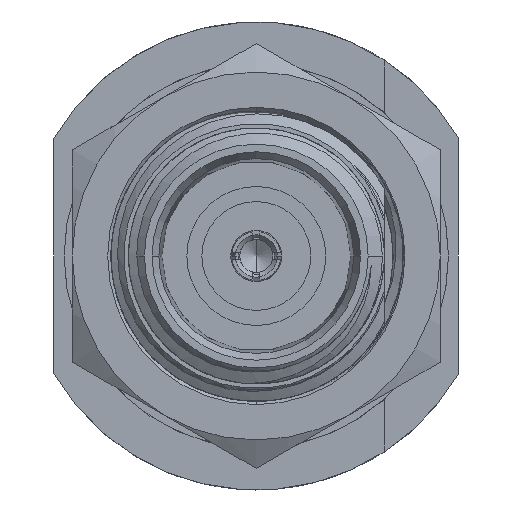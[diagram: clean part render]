
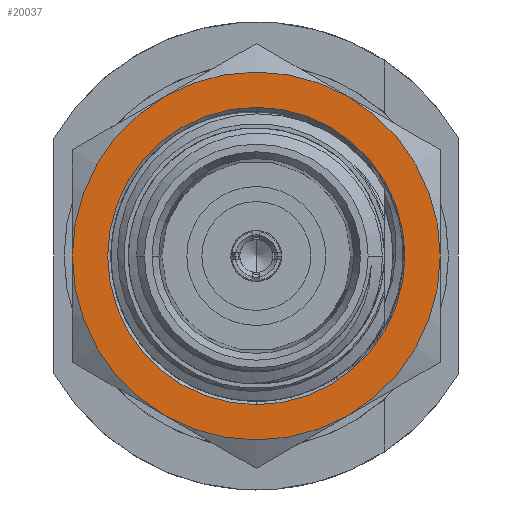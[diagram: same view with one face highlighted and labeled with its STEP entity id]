
A CAD part, left-side view. The second image highlights one B-rep face of the part: STEP entity #20037.
In plain terms, the highlighted planar face has unit normal (-1, 0, 0).
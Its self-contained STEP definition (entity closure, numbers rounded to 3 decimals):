
#19010=CARTESIAN_POINT('',(11.692,0.,0.));
#19011=DIRECTION('',(1.,0.,0.));
#19012=DIRECTION('',(0.,-0.5,0.866));
#19013=AXIS2_PLACEMENT_3D('',#19010,#19011,#19012);
#19015=CARTESIAN_POINT('',(11.692,0.,0.));
#19016=DIRECTION('',(1.,0.,0.));
#19017=DIRECTION('',(0.,-1.,0.));
#19018=AXIS2_PLACEMENT_3D('',#19015,#19016,#19017);
#19020=CARTESIAN_POINT('',(11.692,0.,0.));
#19021=DIRECTION('',(1.,0.,0.));
#19022=DIRECTION('',(0.,0.5,-0.866));
#19023=AXIS2_PLACEMENT_3D('',#19020,#19021,#19022);
#19025=CARTESIAN_POINT('',(11.692,0.,0.));
#19026=DIRECTION('',(1.,0.,0.));
#19027=DIRECTION('',(0.,1.,0.));
#19028=AXIS2_PLACEMENT_3D('',#19025,#19026,#19027);
#19059=CARTESIAN_POINT('',(11.692,0.,0.));
#19060=DIRECTION('',(-1.,0.,0.));
#19061=DIRECTION('',(0.,0.,1.));
#19062=AXIS2_PLACEMENT_3D('',#19059,#19060,#19061);
#19355=CARTESIAN_POINT('',(11.692,0.,0.));
#19356=DIRECTION('',(-1.,0.,0.));
#19357=DIRECTION('',(0.,0.,-1.));
#19358=AXIS2_PLACEMENT_3D('',#19355,#19356,#19357);
#19938=CARTESIAN_POINT('',(11.692,0.,0.));
#19939=DIRECTION('',(-1.,0.,0.));
#19940=DIRECTION('',(0.,-0.5,0.866));
#19941=AXIS2_PLACEMENT_3D('',#19938,#19939,#19940);
#19943=CARTESIAN_POINT('',(11.692,0.,0.));
#19944=DIRECTION('',(-1.,0.,0.));
#19945=DIRECTION('',(0.,0.5,-0.866));
#19946=AXIS2_PLACEMENT_3D('',#19943,#19944,#19945);
#19965=CARTESIAN_POINT('',(11.692,0.,-6.414));
#19966=CARTESIAN_POINT('',(11.692,0.,6.414));
#19967=VERTEX_POINT('',#19965);
#19968=VERTEX_POINT('',#19966);
#19976=CARTESIAN_POINT('',(11.692,-3.969,6.874));
#19977=CARTESIAN_POINT('',(11.692,-7.938,0.));
#19978=VERTEX_POINT('',#19976);
#19979=VERTEX_POINT('',#19977);
#19980=CARTESIAN_POINT('',(11.692,-3.969,-6.874));
#19981=VERTEX_POINT('',#19980);
#19982=CARTESIAN_POINT('',(11.692,3.969,-6.874));
#19983=CARTESIAN_POINT('',(11.692,7.938,0.));
#19984=VERTEX_POINT('',#19982);
#19985=VERTEX_POINT('',#19983);
#19986=CARTESIAN_POINT('',(11.692,3.969,6.874));
#19987=VERTEX_POINT('',#19986);
#20012=CARTESIAN_POINT('',(11.692,0.,0.));
#20013=DIRECTION('',(1.,0.,0.));
#20014=DIRECTION('',(0.,0.,-1.));
#20015=AXIS2_PLACEMENT_3D('',#20012,#20013,#20014);
#20016=PLANE('',#20015);
#20018=ORIENTED_EDGE('',*,*,#20017,.F.);
#20020=ORIENTED_EDGE('',*,*,#20019,.T.);
#20022=ORIENTED_EDGE('',*,*,#20021,.T.);
#20024=ORIENTED_EDGE('',*,*,#20023,.F.);
#20026=ORIENTED_EDGE('',*,*,#20025,.T.);
#20028=ORIENTED_EDGE('',*,*,#20027,.T.);
#20029=EDGE_LOOP('',(#20018,#20020,#20022,#20024,#20026,#20028));
#20030=FACE_OUTER_BOUND('',#20029,.F.);
#20032=ORIENTED_EDGE('',*,*,#20031,.T.);
#20034=ORIENTED_EDGE('',*,*,#20033,.T.);
#20035=EDGE_LOOP('',(#20032,#20034));
#20036=FACE_BOUND('',#20035,.F.);
#19014=CIRCLE('',#19013,7.938);
#19019=CIRCLE('',#19018,7.938);
#19024=CIRCLE('',#19023,7.938);
#19029=CIRCLE('',#19028,7.938);
#19063=CIRCLE('',#19062,6.414);
#19359=CIRCLE('',#19358,6.414);
#19942=CIRCLE('',#19941,7.938);
#19947=CIRCLE('',#19946,7.938);
#20017=EDGE_CURVE('',#19978,#19987,#19942,.T.);
#20019=EDGE_CURVE('',#19978,#19979,#19014,.T.);
#20021=EDGE_CURVE('',#19979,#19981,#19019,.T.);
#20023=EDGE_CURVE('',#19984,#19981,#19947,.T.);
#20025=EDGE_CURVE('',#19984,#19985,#19024,.T.);
#20027=EDGE_CURVE('',#19985,#19987,#19029,.T.);
#20031=EDGE_CURVE('',#19968,#19967,#19063,.T.);
#20033=EDGE_CURVE('',#19967,#19968,#19359,.T.);
#20037=ADVANCED_FACE('',(#20030,#20036),#20016,.F.);
